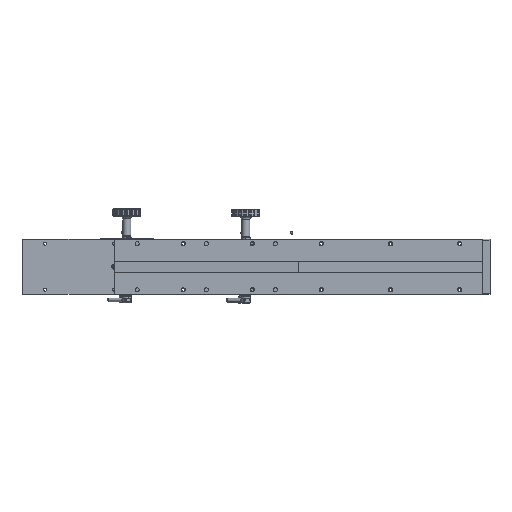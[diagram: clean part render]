
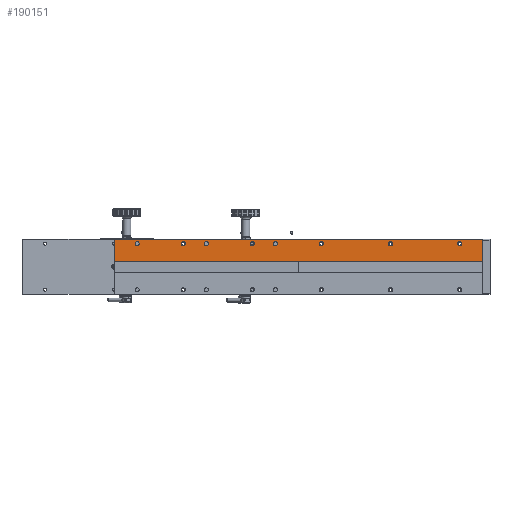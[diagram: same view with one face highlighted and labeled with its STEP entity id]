
A CAD part, left-side view. The second image highlights one B-rep face of the part: STEP entity #190151.
In plain terms, the highlighted planar face has unit normal (-1, 0, 0).
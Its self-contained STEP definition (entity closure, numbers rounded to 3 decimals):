
#3567 = EDGE_LOOP ( 'NONE', ( #4936 ) ) ;
#4936 = ORIENTED_EDGE ( 'NONE', *, *, #215210, .T. ) ;
#5123 = CARTESIAN_POINT ( 'NONE',  ( -71.482, -200.045, 18.543 ) ) ;
#5222 = VERTEX_POINT ( 'NONE', #32169 ) ;
#5618 = EDGE_CURVE ( 'NONE', #145518, #145518, #44061, .T. ) ;
#9207 = EDGE_LOOP ( 'NONE', ( #96153, #138172, #38086, #66393, #17647 ) ) ;
#14274 = DIRECTION ( 'NONE',  ( 1., 0., 0. ) ) ;
#14451 = CARTESIAN_POINT ( 'NONE',  ( -71.482, 199.955, -5.457 ) ) ;
#15889 = CARTESIAN_POINT ( 'NONE',  ( -71.482, -100.045, 15.793 ) ) ;
#17326 = DIRECTION ( 'NONE',  ( 0., 1., 0. ) ) ;
#17647 = ORIENTED_EDGE ( 'NONE', *, *, #101376, .T. ) ;
#17811 = FACE_BOUND ( 'NONE', #130708, .T. ) ;
#20324 = VERTEX_POINT ( 'NONE', #15889 ) ;
#21507 = EDGE_CURVE ( 'NONE', #73877, #66960, #78828, .T. ) ;
#22174 = CARTESIAN_POINT ( 'NONE',  ( -71.482, 49.955, 13.543 ) ) ;
#24092 = DIRECTION ( 'NONE',  ( 0., 0., 1. ) ) ;
#25595 = AXIS2_PLACEMENT_3D ( 'NONE', #186954, #65859, #102063 ) ;
#26421 = VERTEX_POINT ( 'NONE', #114606 ) ;
#26753 = VECTOR ( 'NONE', #167087, 1000. ) ;
#31411 = FACE_BOUND ( 'NONE', #3567, .T. ) ;
#31903 = VECTOR ( 'NONE', #17326, 1000. ) ;
#32169 = CARTESIAN_POINT ( 'NONE',  ( -71.482, 198.955, 18.543 ) ) ;
#33526 = EDGE_LOOP ( 'NONE', ( #133500 ) ) ;
#37019 = ORIENTED_EDGE ( 'NONE', *, *, #150971, .T. ) ;
#37202 = ORIENTED_EDGE ( 'NONE', *, *, #201298, .T. ) ;
#38086 = ORIENTED_EDGE ( 'NONE', *, *, #86291, .F. ) ;
#42885 = CARTESIAN_POINT ( 'NONE',  ( -71.482, -175.045, 15.793 ) ) ;
#42886 = AXIS2_PLACEMENT_3D ( 'NONE', #14451, #86776, #137719 ) ;
#44061 = CIRCLE ( 'NONE', #170548, 2.25 ) ;
#45826 = EDGE_CURVE ( 'NONE', #26421, #26421, #93558, .T. ) ;
#47829 = DIRECTION ( 'NONE',  ( 0., 0., 1. ) ) ;
#48712 = VECTOR ( 'NONE', #163713, 1000. ) ;
#49601 = CARTESIAN_POINT ( 'NONE',  ( -71.482, 24.955, 13.543 ) ) ;
#50717 = DIRECTION ( 'NONE',  ( 1., 0., 0. ) ) ;
#52286 = CARTESIAN_POINT ( 'NONE',  ( -71.482, 199.955, 18.543 ) ) ;
#53338 = DIRECTION ( 'NONE',  ( 0., 0., 1. ) ) ;
#53976 = VECTOR ( 'NONE', #47829, 1000. ) ;
#54657 = DIRECTION ( 'NONE',  ( 1., 0., 0. ) ) ;
#57426 = EDGE_CURVE ( 'NONE', #76188, #76188, #84578, .T. ) ;
#60878 = CARTESIAN_POINT ( 'NONE',  ( -71.482, 199.955, -5.457 ) ) ;
#65859 = DIRECTION ( 'NONE',  ( 1., 0., 0. ) ) ;
#66393 = ORIENTED_EDGE ( 'NONE', *, *, #21507, .T. ) ;
#66960 = VERTEX_POINT ( 'NONE', #5123 ) ;
#68231 = CIRCLE ( 'NONE', #115240, 2.25 ) ;
#68582 = CIRCLE ( 'NONE', #173097, 2.25 ) ;
#72067 = EDGE_LOOP ( 'NONE', ( #192964 ) ) ;
#73877 = VERTEX_POINT ( 'NONE', #209517 ) ;
#75434 = CARTESIAN_POINT ( 'NONE',  ( -71.482, 199.955, 17.543 ) ) ;
#76188 = VERTEX_POINT ( 'NONE', #79553 ) ;
#77797 = EDGE_LOOP ( 'NONE', ( #37202 ) ) ;
#78828 = LINE ( 'NONE', #184044, #26753 ) ;
#79553 = CARTESIAN_POINT ( 'NONE',  ( -71.482, 49.955, 15.793 ) ) ;
#84548 = FACE_BOUND ( 'NONE', #33526, .T. ) ;
#84578 = CIRCLE ( 'NONE', #156816, 2.25 ) ;
#86221 = ORIENTED_EDGE ( 'NONE', *, *, #57426, .T. ) ;
#86291 = EDGE_CURVE ( 'NONE', #73877, #222375, #172321, .T. ) ;
#86776 = DIRECTION ( 'NONE',  ( 1., 0., 0. ) ) ;
#87094 = CIRCLE ( 'NONE', #25595, 2.25 ) ;
#90042 = DIRECTION ( 'NONE',  ( 1., 0., 0. ) ) ;
#90368 = ORIENTED_EDGE ( 'NONE', *, *, #183088, .T. ) ;
#93558 = CIRCLE ( 'NONE', #144110, 2.25 ) ;
#96153 = ORIENTED_EDGE ( 'NONE', *, *, #120943, .F. ) ;
#100609 = EDGE_CURVE ( 'NONE', #222375, #209510, #133819, .T. ) ;
#101376 = EDGE_CURVE ( 'NONE', #66960, #5222, #121301, .T. ) ;
#102063 = DIRECTION ( 'NONE',  ( 0., 0., 1. ) ) ;
#102631 = FACE_BOUND ( 'NONE', #132921, .T. ) ;
#103122 = EDGE_LOOP ( 'NONE', ( #86221 ) ) ;
#103531 = ORIENTED_EDGE ( 'NONE', *, *, #5618, .T. ) ;
#103857 = DIRECTION ( 'NONE',  ( 0., 0., 1. ) ) ;
#104195 = DIRECTION ( 'NONE',  ( 1., 0., 0. ) ) ;
#105472 = CARTESIAN_POINT ( 'NONE',  ( -71.482, 199.955, -5.457 ) ) ;
#105879 = AXIS2_PLACEMENT_3D ( 'NONE', #49601, #50717, #103857 ) ;
#114606 = CARTESIAN_POINT ( 'NONE',  ( -71.482, -25.045, 15.793 ) ) ;
#115240 = AXIS2_PLACEMENT_3D ( 'NONE', #155176, #104195, #173256 ) ;
#115645 = EDGE_CURVE ( 'NONE', #147240, #147240, #210645, .T. ) ;
#115882 = AXIS2_PLACEMENT_3D ( 'NONE', #161332, #125100, #160215 ) ;
#117376 = FACE_BOUND ( 'NONE', #129091, .T. ) ;
#120943 = EDGE_CURVE ( 'NONE', #209510, #5222, #128611, .T. ) ;
#121174 = CARTESIAN_POINT ( 'NONE',  ( -71.482, 199.955, 17.543 ) ) ;
#121301 = LINE ( 'NONE', #52286, #176893 ) ;
#125100 = DIRECTION ( 'NONE',  ( 1., 0., 0. ) ) ;
#126217 = DIRECTION ( 'NONE',  ( 0., 0., 1. ) ) ;
#127729 = VERTEX_POINT ( 'NONE', #42885 ) ;
#128611 = LINE ( 'NONE', #75434, #48712 ) ;
#129091 = EDGE_LOOP ( 'NONE', ( #90368 ) ) ;
#130708 = EDGE_LOOP ( 'NONE', ( #103531 ) ) ;
#132921 = EDGE_LOOP ( 'NONE', ( #37019 ) ) ;
#133289 = CARTESIAN_POINT ( 'NONE',  ( -71.482, 174.955, 15.793 ) ) ;
#133500 = ORIENTED_EDGE ( 'NONE', *, *, #115645, .T. ) ;
#133819 = LINE ( 'NONE', #202798, #53976 ) ;
#137719 = DIRECTION ( 'NONE',  ( 0., 0., -1. ) ) ;
#138172 = ORIENTED_EDGE ( 'NONE', *, *, #100609, .F. ) ;
#140445 = DIRECTION ( 'NONE',  ( 1., 0., 0. ) ) ;
#144110 = AXIS2_PLACEMENT_3D ( 'NONE', #169283, #14274, #221232 ) ;
#145518 = VERTEX_POINT ( 'NONE', #214449 ) ;
#147240 = VERTEX_POINT ( 'NONE', #165337 ) ;
#150971 = EDGE_CURVE ( 'NONE', #127729, #127729, #68582, .T. ) ;
#155176 = CARTESIAN_POINT ( 'NONE',  ( -71.482, -100.045, 13.543 ) ) ;
#156816 = AXIS2_PLACEMENT_3D ( 'NONE', #22174, #90042, #126217 ) ;
#156985 = CARTESIAN_POINT ( 'NONE',  ( -71.482, 124.955, 15.793 ) ) ;
#157662 = CARTESIAN_POINT ( 'NONE',  ( -71.482, 99.955, 13.543 ) ) ;
#160215 = DIRECTION ( 'NONE',  ( 0., 0., 1. ) ) ;
#161332 = CARTESIAN_POINT ( 'NONE',  ( -71.482, 124.955, 13.543 ) ) ;
#163713 = DIRECTION ( 'NONE',  ( 0., -0.707, 0.707 ) ) ;
#165337 = CARTESIAN_POINT ( 'NONE',  ( -71.482, 24.955, 15.793 ) ) ;
#167087 = DIRECTION ( 'NONE',  ( 0., 0., 1. ) ) ;
#169283 = CARTESIAN_POINT ( 'NONE',  ( -71.482, -25.045, 13.543 ) ) ;
#169453 = PLANE ( 'NONE',  #42886 ) ;
#170548 = AXIS2_PLACEMENT_3D ( 'NONE', #157662, #54657, #24092 ) ;
#172321 = LINE ( 'NONE', #105472, #31903 ) ;
#172802 = FACE_BOUND ( 'NONE', #72067, .T. ) ;
#173097 = AXIS2_PLACEMENT_3D ( 'NONE', #175526, #140445, #53338 ) ;
#173256 = DIRECTION ( 'NONE',  ( 0., 0., 1. ) ) ;
#175526 = CARTESIAN_POINT ( 'NONE',  ( -71.482, -175.045, 13.543 ) ) ;
#176893 = VECTOR ( 'NONE', #207246, 1000. ) ;
#183088 = EDGE_CURVE ( 'NONE', #20324, #20324, #68231, .T. ) ;
#184044 = CARTESIAN_POINT ( 'NONE',  ( -71.482, -200.045, 18.543 ) ) ;
#186407 = FACE_BOUND ( 'NONE', #77797, .T. ) ;
#186954 = CARTESIAN_POINT ( 'NONE',  ( -71.482, 174.955, 13.543 ) ) ;
#187579 = VERTEX_POINT ( 'NONE', #156985 ) ;
#190151 = ADVANCED_FACE ( 'NONE', ( #222530, #102631, #117376, #172802, #84548, #17811, #186407, #223643, #31411 ), #169453, .F. ) ;
#192964 = ORIENTED_EDGE ( 'NONE', *, *, #45826, .T. ) ;
#201298 = EDGE_CURVE ( 'NONE', #220343, #220343, #87094, .T. ) ;
#202798 = CARTESIAN_POINT ( 'NONE',  ( -71.482, 199.955, 18.543 ) ) ;
#207246 = DIRECTION ( 'NONE',  ( 0., 1., 0. ) ) ;
#209510 = VERTEX_POINT ( 'NONE', #121174 ) ;
#209517 = CARTESIAN_POINT ( 'NONE',  ( -71.482, -200.045, -5.457 ) ) ;
#210645 = CIRCLE ( 'NONE', #105879, 2.25 ) ;
#213352 = CIRCLE ( 'NONE', #115882, 2.25 ) ;
#214449 = CARTESIAN_POINT ( 'NONE',  ( -71.482, 99.955, 15.793 ) ) ;
#215210 = EDGE_CURVE ( 'NONE', #187579, #187579, #213352, .T. ) ;
#220343 = VERTEX_POINT ( 'NONE', #133289 ) ;
#221232 = DIRECTION ( 'NONE',  ( 0., 0., 1. ) ) ;
#222375 = VERTEX_POINT ( 'NONE', #60878 ) ;
#222530 = FACE_OUTER_BOUND ( 'NONE', #9207, .T. ) ;
#223643 = FACE_BOUND ( 'NONE', #103122, .T. ) ;
